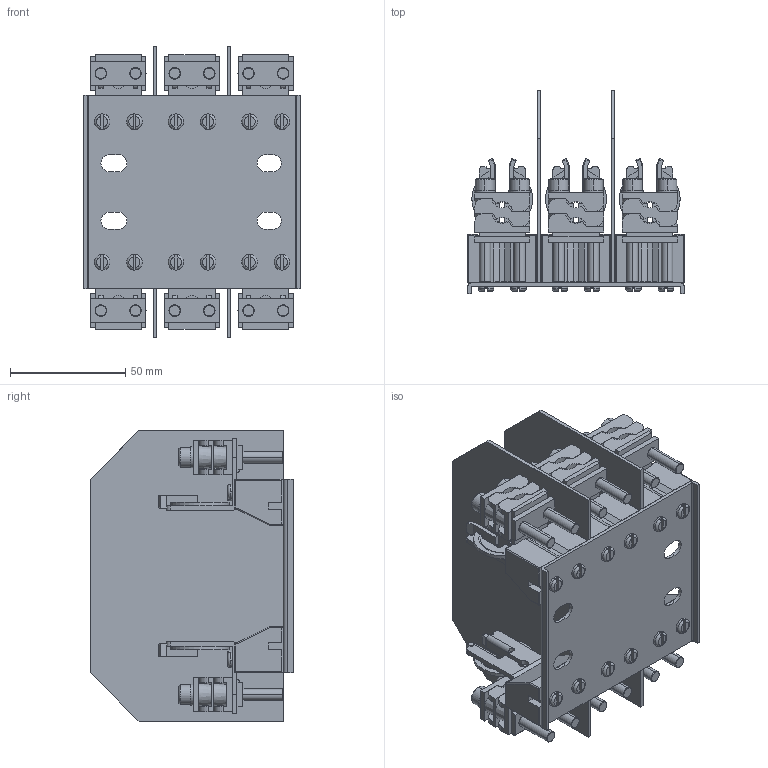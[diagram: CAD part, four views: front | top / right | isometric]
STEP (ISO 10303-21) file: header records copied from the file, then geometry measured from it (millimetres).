
FILE_DESCRIPTION((''),'2;1');
FILE_NAME('004132100_PK_00_M8_M8_3P_S_ASM','2023-10-23T07:26:24',('klemen.sitar'),('Audax d.o.o.'),'CREO PARAMETRIC BY PTC INC, 2021304','CREO PARAMETRIC BY PTC INC, 2021304','');
FILE_SCHEMA(('AP242_MANAGED_MODEL_BASED_3D_ENGINEERING_MIM_LF { 1 0 10303 442 1 1 4 }'));
Products named in the file (28): PRT0002; 0000030997_1_1_1_1_2_1_1_2_3__7; 0000046517_1_1_1_1_1_2_3_4_5__7; 0000031008_AF0_1_1_2_3_4_1_1__7; 0000031008_AF1_1_1_1_1_2_1_1__7; 0000031022_1_1_1_1_2_1_1_2_3__7; 0000046567_1_1_2_3_1_1_1_1_1_2; 0000046566_1_1_2_3_1_1_1_1_1_2; 0000046594_1_1_1_1_1_1_1_2; 0000046581_1_1_2_3_1_1_1_1_1_2; 0000046592_1_1_1_1_1_1_1_2; 2PT00_ASM_1_ASM_1_1_2_ASM; 004129010_ZP_PT_00-1_ASM_1_AS_7; ASM0002_ASM_1_1_ASM_1_ASM_1_1_7; 004129020_PZP_PT_00-1_ASM_1_A_7; PLASTIK_FANTASTIK_ASM_1_ASM_1_7_ASM; 004123000_PK00_M8-M8_1P_S_-50_7_ASM; P_ART_ASM_1_1_2_3_4_5_6_7_ASM; PRT0006_1_1_2_3_4_5_6_7; PRT0004_1_1_2_1_1_1_2_3_4_5_6_7; PRT0004_1_1_2_2_1_1_2_3_4_5_6_7; PRT0004_1_1_2_3_1_1_2_3_4_5_6_7; PRT0004_1_1_2_ASM_1_1_2_3_4_5_7_ASM; ASM0002_ASM_1_1_2_ASM_1_1_2_3_7_ASM; ASM0003_ASM_1_1_2_3_4_5_6_7_ASM; 004123000_PK00_M8-M8_1P_S-17348_ASM; 004132107_PK_00_2P00_2P00_3P_S_ASM; 004132100_PK_00_M8_M8_3P_S_ASM
Assembly tree (43 placements, depth 7):
  004132100_PK_00_M8_M8_3P_S_ASM
    PRT0002  x2
    004132107_PK_00_2P00_2P00_3P_S_ASM
      004123000_PK00_M8-M8_1P_S-17348_ASM
        P_ART_ASM_1_1_2_3_4_5_6_7_ASM  x3
          004123000_PK00_M8-M8_1P_S_-50_7_ASM
            0000030997_1_1_1_1_2_1_1_2_3__7  x2
            0000046517_1_1_1_1_1_2_3_4_5__7  x2
            0000031008_AF0_1_1_2_3_4_1_1__7
            0000031008_AF1_1_1_1_1_2_1_1__7
            0000031022_1_1_1_1_2_1_1_2_3__7  x8
            2PT00_ASM_1_ASM_1_1_2_ASM  x2
              0000046567_1_1_2_3_1_1_1_1_1_2
              0000046566_1_1_2_3_1_1_1_1_1_2
              0000046594_1_1_1_1_1_1_1_2
              0000046581_1_1_2_3_1_1_1_1_1_2
              0000046592_1_1_1_1_1_1_1_2
            PLASTIK_FANTASTIK_ASM_1_ASM_1_7_ASM
              004129010_ZP_PT_00-1_ASM_1_AS_7
              ASM0002_ASM_1_1_ASM_1_ASM_1_1_7
              004129020_PZP_PT_00-1_ASM_1_A_7
        PRT0006_1_1_2_3_4_5_6_7
        ASM0003_ASM_1_1_2_3_4_5_6_7_ASM
          ASM0002_ASM_1_1_2_ASM_1_1_2_3_7_ASM
            PRT0004_1_1_2_ASM_1_1_2_3_4_5_7_ASM
              PRT0004_1_1_2_1_1_1_2_3_4_5_6_7
              PRT0004_1_1_2_2_1_1_2_3_4_5_6_7
              PRT0004_1_1_2_3_1_1_2_3_4_5_6_7
Bounding box: 94.01 x 88 x 126 mm (x, y, z)
Volume: 163211.1 mm3; surface area: 153824.1 mm2
Topology: 96 solids, 132 shells, 2803 faces, 7853 edges, 5257 vertices
Faces by surface type: plane 1535, cylinder 854, torus 162, cone 144, bspline 84, sphere 24
Entity records: 22932 total; most frequent: CARTESIAN_POINT 3954, DIRECTION 2605, ORIENTED_EDGE 2550, EDGE_CURVE 1281, AXIS2_PLACEMENT_3D 896, VERTEX_POINT 881, VECTOR 813, LINE 813
